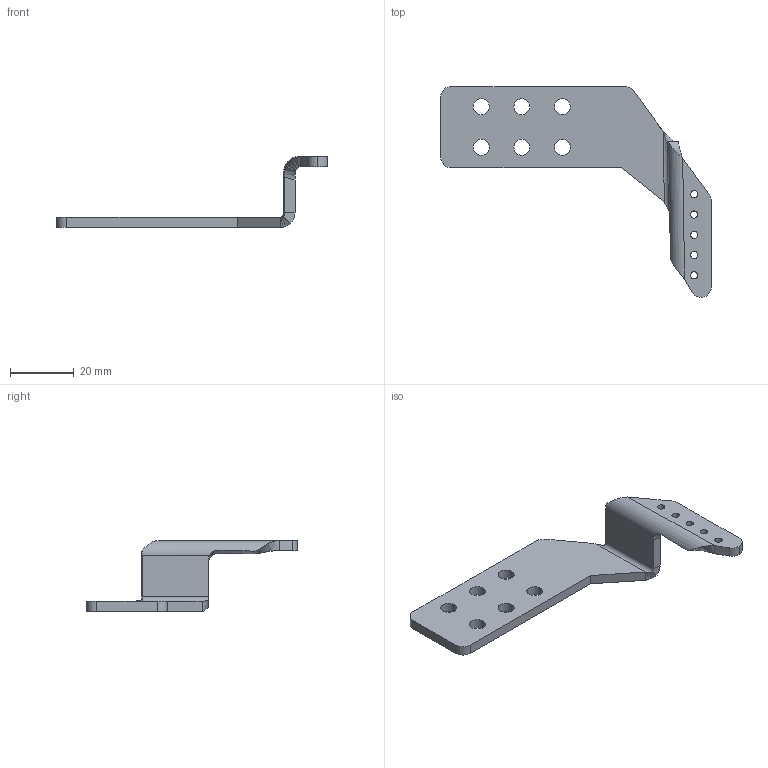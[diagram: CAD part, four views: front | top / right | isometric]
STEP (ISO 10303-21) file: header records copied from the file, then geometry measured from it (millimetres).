
FILE_DESCRIPTION (( 'STEP AP214' ), '1' );
FILE_NAME ('chaingussetv2sibling.STEP', '2025-01-28T00:47:13', ( '' ), ( '' ), 'SwSTEP 2.0', 'SolidWorks 2024', '' );
FILE_SCHEMA (( 'AUTOMOTIVE_DESIGN' ));
Length unit declared in the file: inch
Products named in the file (1): chaingussetv2sibling
Bounding box: 84.71 x 66.1 x 22.23 mm (x, y, z)
Volume: 7833.8 mm3; surface area: 6291.4 mm2
Topology: 1 solids, 1 shells, 60 faces, 163 edges, 103 vertices
Faces by surface type: cylinder 32, plane 19, bspline 9
Entity records: 2152 total; most frequent: CARTESIAN_POINT 622, ORIENTED_EDGE 322, DIRECTION 293, EDGE_CURVE 161, AXIS2_PLACEMENT_3D 114, VERTEX_POINT 103, EDGE_LOOP 82, VECTOR 65
